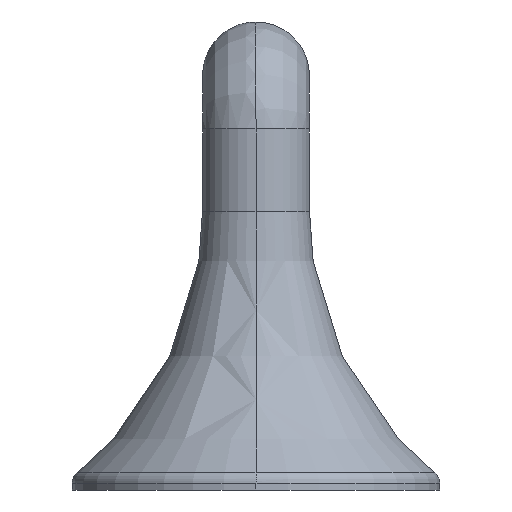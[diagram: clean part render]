
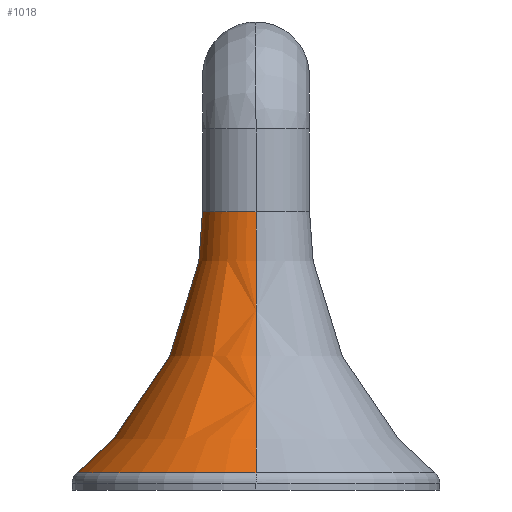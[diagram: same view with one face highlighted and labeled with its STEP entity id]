
A CAD part, front view. The second image highlights one B-rep face of the part: STEP entity #1018.
In plain terms, the highlighted toroidal (fillet/blend) face has major radius 58 mm and minor radius 50 mm.
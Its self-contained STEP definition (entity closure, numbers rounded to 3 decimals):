
#150=CARTESIAN_POINT('Vertex',(0.,8.,41.62)) ;
#153=CARTESIAN_POINT('Axis2P3D Location',(0.,0.,41.62)) ;
#157=CARTESIAN_POINT('Vertex',(0.,-8.,41.62)) ;
#988=CARTESIAN_POINT('Axis2P3D Location',(0.,0.,41.62)) ;
#993=CARTESIAN_POINT('Axis2P3D Location',(0.,0.,2.589)) ;
#997=CARTESIAN_POINT('Vertex',(0.,-26.75,2.589)) ;
#999=CARTESIAN_POINT('Vertex',(0.,26.75,2.589)) ;
#1002=CARTESIAN_POINT('Axis2P3D Location',(0.,-58.,41.62)) ;
#1007=CARTESIAN_POINT('Axis2P3D Location',(0.,58.,41.62)) ;
#154=DIRECTION('Axis2P3D Direction',(0.,0.,1.)) ;
#989=DIRECTION('Axis2P3D Direction',(-0.,-0.,-1.)) ;
#990=DIRECTION('Axis2P3D XDirection',(0.,-1.,0.)) ;
#994=DIRECTION('Axis2P3D Direction',(0.,-0.,-1.)) ;
#1003=DIRECTION('Axis2P3D Direction',(1.,0.,-0.)) ;
#1008=DIRECTION('Axis2P3D Direction',(-1.,0.,0.)) ;
#155=AXIS2_PLACEMENT_3D('Circle Axis2P3D',#153,#154,$) ;
#991=AXIS2_PLACEMENT_3D('Torus Axis2P3D',#988,#989,#990) ;
#995=AXIS2_PLACEMENT_3D('Circle Axis2P3D',#993,#994,$) ;
#1004=AXIS2_PLACEMENT_3D('Circle Axis2P3D',#1002,#1003,$) ;
#1009=AXIS2_PLACEMENT_3D('Circle Axis2P3D',#1007,#1008,$) ;
#1013=ORIENTED_EDGE('',*,*,#1001,.F.) ;
#1014=ORIENTED_EDGE('',*,*,#1006,.F.) ;
#1015=ORIENTED_EDGE('',*,*,#159,.T.) ;
#1016=ORIENTED_EDGE('',*,*,#1011,.T.) ;
#1018=ADVANCED_FACE('VI 09010 1.1\\VI 9010 0.1\\PartBody',(#1017),#992,.F.) ;
#156=CIRCLE('generated circle',#155,8.) ;
#996=CIRCLE('generated circle',#995,26.75) ;
#1005=CIRCLE('generated circle',#1004,50.) ;
#1010=CIRCLE('generated circle',#1009,50.) ;
#992=TOROIDAL_SURFACE('homeo Torus',#991,58.,50.) ;
#159=EDGE_CURVE('',#158,#151,#156,.F.) ;
#1001=EDGE_CURVE('',#998,#1000,#996,.T.) ;
#1006=EDGE_CURVE('',#158,#998,#1005,.F.) ;
#1011=EDGE_CURVE('',#151,#1000,#1010,.F.) ;
#1012=EDGE_LOOP('',(#1013,#1014,#1015,#1016)) ;
#1017=FACE_OUTER_BOUND('',#1012,.T.) ;
#151=VERTEX_POINT('',#150) ;
#158=VERTEX_POINT('',#157) ;
#998=VERTEX_POINT('',#997) ;
#1000=VERTEX_POINT('',#999) ;
